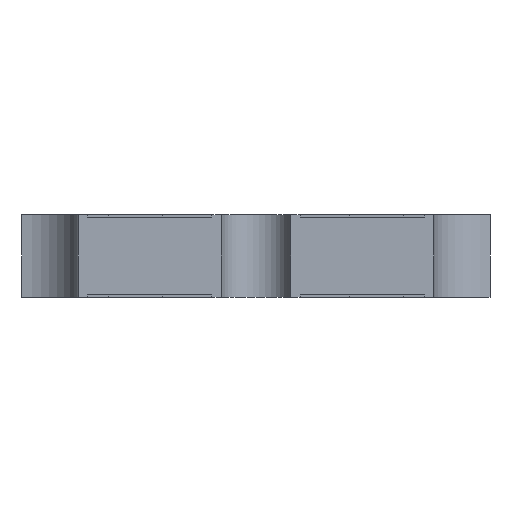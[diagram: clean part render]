
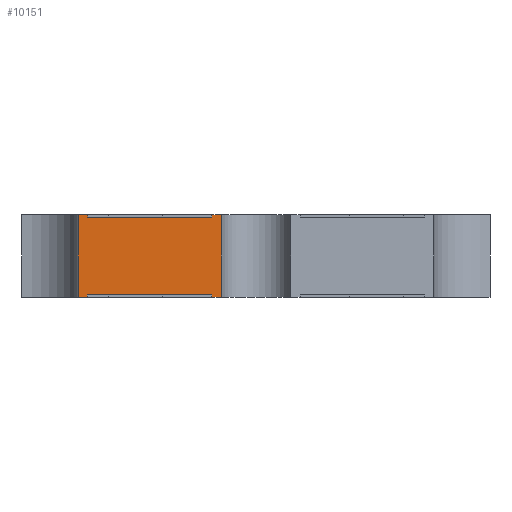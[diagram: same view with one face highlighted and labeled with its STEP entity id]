
A CAD part, left-side view. The second image highlights one B-rep face of the part: STEP entity #10151.
In plain terms, the highlighted planar face has unit normal (-1, 0, 0).
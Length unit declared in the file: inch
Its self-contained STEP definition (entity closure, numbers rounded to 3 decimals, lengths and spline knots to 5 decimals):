
#813=FACE_OUTER_BOUND('',#1365,.T.);
#1365=EDGE_LOOP('',(#7034,#7035,#7036,#7037,#7038,#7039,#7040,#7041,#7042,
#7043,#7044,#7045));
#1996=LINE('',#13952,#3095);
#2027=LINE('',#14015,#3126);
#2031=LINE('',#14020,#3130);
#2129=LINE('',#14228,#3228);
#2130=LINE('',#14230,#3229);
#2131=LINE('',#14232,#3230);
#2132=LINE('',#14234,#3231);
#2133=LINE('',#14236,#3232);
#2134=LINE('',#14238,#3233);
#2135=LINE('',#14240,#3234);
#2136=LINE('',#14242,#3235);
#2137=LINE('',#14243,#3236);
#3095=VECTOR('',#11500,0.3937);
#3126=VECTOR('',#11551,0.3937);
#3130=VECTOR('',#11557,0.3937);
#3228=VECTOR('',#11713,0.3937);
#3229=VECTOR('',#11714,0.3937);
#3230=VECTOR('',#11715,0.3937);
#3231=VECTOR('',#11716,0.3937);
#3232=VECTOR('',#11717,0.3937);
#3233=VECTOR('',#11718,0.3937);
#3234=VECTOR('',#11719,0.3937);
#3235=VECTOR('',#11720,0.3937);
#3236=VECTOR('',#11721,0.3937);
#4161=VERTEX_POINT('',#13950);
#4162=VERTEX_POINT('',#13951);
#4183=VERTEX_POINT('',#14013);
#4184=VERTEX_POINT('',#14014);
#4265=VERTEX_POINT('',#14227);
#4266=VERTEX_POINT('',#14229);
#4267=VERTEX_POINT('',#14231);
#4268=VERTEX_POINT('',#14233);
#4269=VERTEX_POINT('',#14235);
#4270=VERTEX_POINT('',#14237);
#4271=VERTEX_POINT('',#14239);
#4272=VERTEX_POINT('',#14241);
#5226=EDGE_CURVE('',#4161,#4162,#1996,.T.);
#5257=EDGE_CURVE('',#4183,#4184,#2027,.T.);
#5261=EDGE_CURVE('',#4162,#4183,#2031,.T.);
#5363=EDGE_CURVE('',#4184,#4265,#2129,.T.);
#5364=EDGE_CURVE('',#4265,#4266,#2130,.T.);
#5365=EDGE_CURVE('',#4267,#4266,#2131,.T.);
#5366=EDGE_CURVE('',#4267,#4268,#2132,.T.);
#5367=EDGE_CURVE('',#4268,#4269,#2133,.T.);
#5368=EDGE_CURVE('',#4269,#4270,#2134,.T.);
#5369=EDGE_CURVE('',#4271,#4270,#2135,.T.);
#5370=EDGE_CURVE('',#4272,#4271,#2136,.T.);
#5371=EDGE_CURVE('',#4272,#4161,#2137,.T.);
#7034=ORIENTED_EDGE('',*,*,#5226,.T.);
#7035=ORIENTED_EDGE('',*,*,#5261,.T.);
#7036=ORIENTED_EDGE('',*,*,#5257,.T.);
#7037=ORIENTED_EDGE('',*,*,#5363,.T.);
#7038=ORIENTED_EDGE('',*,*,#5364,.T.);
#7039=ORIENTED_EDGE('',*,*,#5365,.F.);
#7040=ORIENTED_EDGE('',*,*,#5366,.T.);
#7041=ORIENTED_EDGE('',*,*,#5367,.T.);
#7042=ORIENTED_EDGE('',*,*,#5368,.T.);
#7043=ORIENTED_EDGE('',*,*,#5369,.F.);
#7044=ORIENTED_EDGE('',*,*,#5370,.F.);
#7045=ORIENTED_EDGE('',*,*,#5371,.T.);
#9818=PLANE('',#10727);
#10151=ADVANCED_FACE('',(#813),#9818,.T.);
#10727=AXIS2_PLACEMENT_3D('',#14226,#11711,#11712);
#11500=DIRECTION('',(0.,0.,1.));
#11551=DIRECTION('',(0.,0.,-1.));
#11557=DIRECTION('',(0.,-1.,0.));
#11711=DIRECTION('center_axis',(-1.,0.,0.));
#11712=DIRECTION('ref_axis',(0.,-1.,0.));
#11713=DIRECTION('',(0.,-1.,0.));
#11714=DIRECTION('',(0.,0.,1.));
#11715=DIRECTION('',(0.,-1.,0.));
#11716=DIRECTION('',(0.,0.,-1.));
#11717=DIRECTION('',(0.,1.,0.));
#11718=DIRECTION('',(0.,0.,1.));
#11719=DIRECTION('',(0.,-1.,0.));
#11720=DIRECTION('',(0.,0.,1.));
#11721=DIRECTION('',(0.,-1.,0.));
#13950=CARTESIAN_POINT('',(0.,0.30106,0.));
#13951=CARTESIAN_POINT('',(0.,0.30106,0.002));
#13952=CARTESIAN_POINT('',(0.,0.30106,0.));
#14013=CARTESIAN_POINT('',(0.,0.20806,0.002));
#14014=CARTESIAN_POINT('',(0.,0.20806,0.));
#14015=CARTESIAN_POINT('',(0.,0.20806,0.));
#14020=CARTESIAN_POINT('',(0.,0.29356,0.002));
#14226=CARTESIAN_POINT('Origin',(0.,0.30807,
0.));
#14227=CARTESIAN_POINT('',(0.,0.20088,0.));
#14228=CARTESIAN_POINT('',(0.,0.30807,0.));
#14229=CARTESIAN_POINT('',(0.,0.20088,0.062));
#14230=CARTESIAN_POINT('',(0.,0.20088,0.));
#14231=CARTESIAN_POINT('',(0.,0.208,0.062));
#14232=CARTESIAN_POINT('',(0.,0.30807,0.062));
#14233=CARTESIAN_POINT('',(0.,0.208,0.06));
#14234=CARTESIAN_POINT('',(0.,0.208,0.031));
#14235=CARTESIAN_POINT('',(0.,0.301,0.06));
#14236=CARTESIAN_POINT('',(0.,0.29354,0.06));
#14237=CARTESIAN_POINT('',(0.,0.301,0.062));
#14238=CARTESIAN_POINT('',(0.,0.301,0.031));
#14239=CARTESIAN_POINT('',(0.,0.30807,0.062));
#14240=CARTESIAN_POINT('',(0.,0.30807,0.062));
#14241=CARTESIAN_POINT('',(0.,0.30807,0.));
#14242=CARTESIAN_POINT('',(0.,0.30807,0.));
#14243=CARTESIAN_POINT('',(0.,0.30807,0.));
